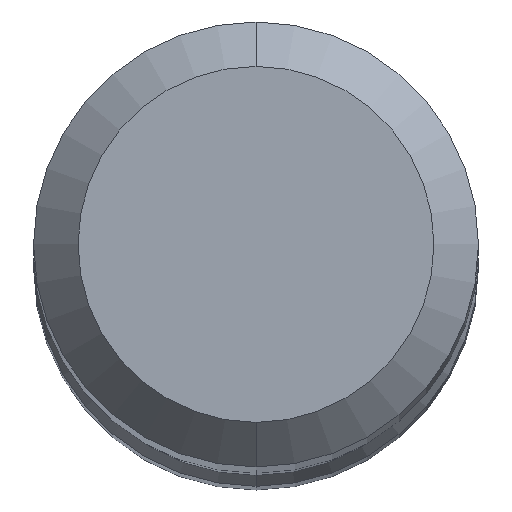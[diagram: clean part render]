
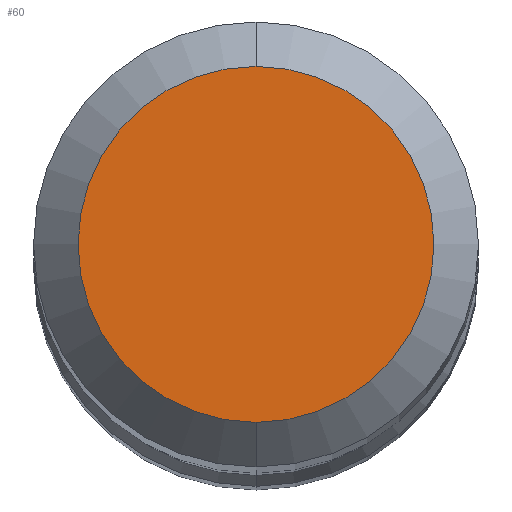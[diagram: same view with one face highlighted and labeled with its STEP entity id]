
A CAD part, top view. The second image highlights one B-rep face of the part: STEP entity #60.
In plain terms, the highlighted planar face has unit normal (0, 0, 1).
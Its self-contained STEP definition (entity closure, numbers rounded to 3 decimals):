
#60=ADVANCED_FACE('',(#131),#132,.T.);
#131=FACE_OUTER_BOUND('',#214,.T.);
#132=PLANE('',#215);
#214=EDGE_LOOP('',(#301,#302));
#215=AXIS2_PLACEMENT_3D('',#303,#304,#305);
#301=ORIENTED_EDGE('',*,*,#432,.F.);
#302=ORIENTED_EDGE('',*,*,#435,.F.);
#303=CARTESIAN_POINT('',(0.,0.8,0.));
#304=DIRECTION('',(0.,0.,1.0));
#305=DIRECTION('',(0.,-1.0,0.));
#432=EDGE_CURVE('',#504,#506,#507,.T.);
#435=EDGE_CURVE('',#506,#504,#510,.T.);
#504=VERTEX_POINT('',#579);
#506=VERTEX_POINT('',#582);
#507=CIRCLE('',#583,1.6);
#510=CIRCLE('',#587,1.6);
#579=CARTESIAN_POINT('',(0.,1.6,0.));
#582=CARTESIAN_POINT('',(0.,-1.6,0.));
#583=AXIS2_PLACEMENT_3D('',#648,#649,#650);
#587=AXIS2_PLACEMENT_3D('',#652,#653,#654);
#648=CARTESIAN_POINT('',(0.,0.0,0.));
#649=DIRECTION('',(0.,0.0,-1.0));
#650=DIRECTION('',(0.0,1.0,0.0));
#652=CARTESIAN_POINT('',(0.,0.0,0.));
#653=DIRECTION('',(0.,0.0,-1.0));
#654=DIRECTION('',(0.0,1.0,0.0));
